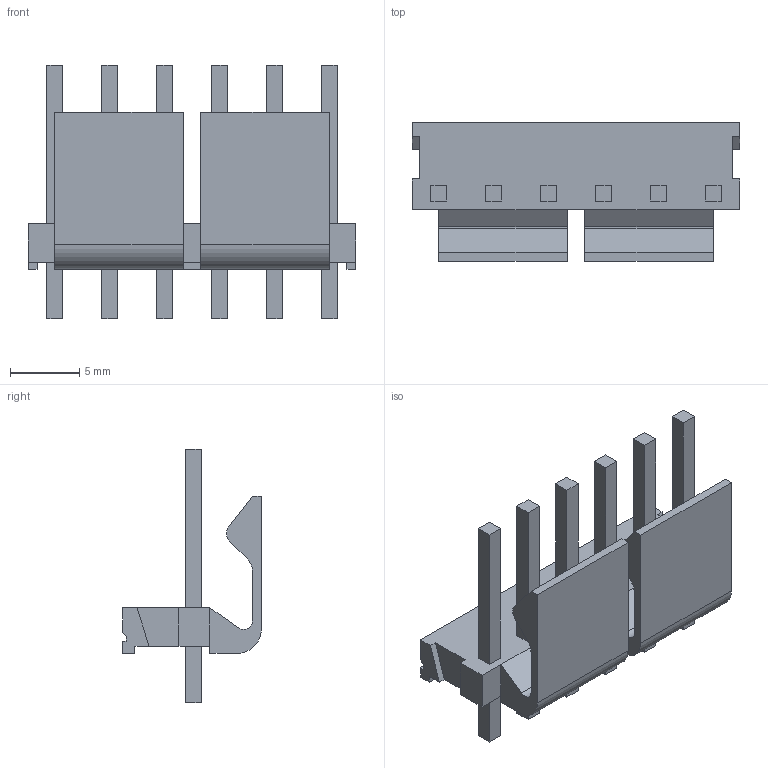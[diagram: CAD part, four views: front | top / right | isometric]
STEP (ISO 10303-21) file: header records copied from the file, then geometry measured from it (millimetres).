
FILE_DESCRIPTION((''),'2;1');
FILE_NAME('MOLEX_26-60-4060.stp','2012-08-21T12:32:09',(''),(''),'Mechanical Desktop 2011','Mechanical Desktop 2011',', , ');
FILE_SCHEMA(('AUTOMOTIVE_DESIGN { 1 2 10303 214 1 1 1 1 }'));
Length unit declared in the file: millimetre
Products named in the file (1): Product
Bounding box: 23.62 x 10.01 x 18.29 mm (x, y, z)
Volume: 879.6 mm3; surface area: 1639 mm2
Topology: 7 solids, 7 shells, 138 faces, 364 edges, 240 vertices
Faces by surface type: plane 68, bspline 60, cylinder 10
Entity records: 4254 total; most frequent: CARTESIAN_POINT 923, ORIENTED_EDGE 728, DIRECTION 542, EDGE_CURVE 364, VECTOR 344, LINE 344, VERTEX_POINT 240, EDGE_LOOP 150
